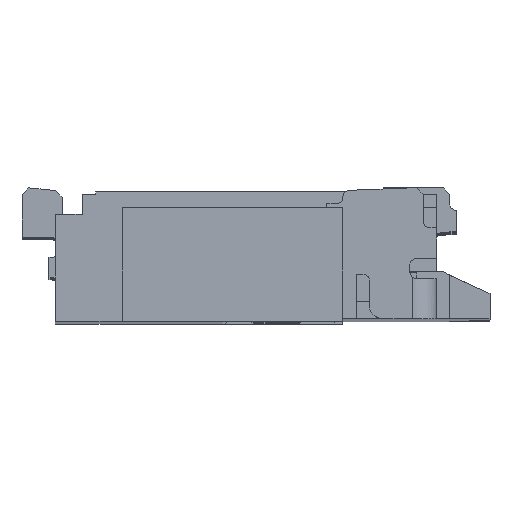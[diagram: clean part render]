
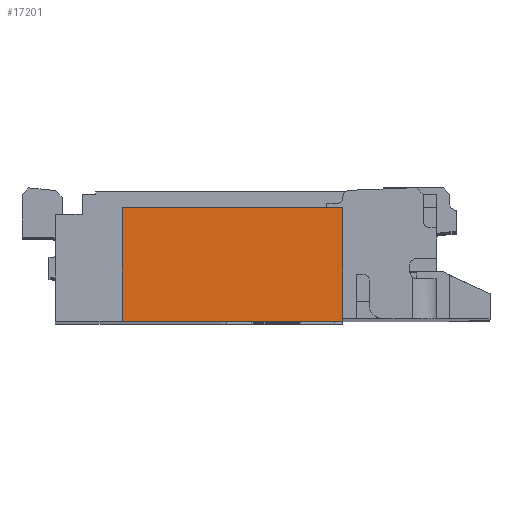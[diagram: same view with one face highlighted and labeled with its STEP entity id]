
A CAD part, top view. The second image highlights one B-rep face of the part: STEP entity #17201.
In plain terms, the highlighted planar face has unit normal (0, 0, 1).
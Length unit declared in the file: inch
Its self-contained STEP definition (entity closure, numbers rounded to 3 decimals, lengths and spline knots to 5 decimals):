
#2732 = VECTOR ( 'NONE', #6307, 39.37008 ) ;
#2908 = CARTESIAN_POINT ( 'NONE',  ( 0.05636, -0.09874, 1.05226 ) ) ;
#3522 = VECTOR ( 'NONE', #9571, 39.37008 ) ;
#5176 = VECTOR ( 'NONE', #49155, 39.37008 ) ;
#6087 = LINE ( 'NONE', #20527, #3522 ) ;
#6307 = DIRECTION ( 'NONE',  ( 0., -1., 0. ) ) ;
#6641 = VERTEX_POINT ( 'NONE', #8112 ) ;
#8112 = CARTESIAN_POINT ( 'NONE',  ( 0.05245, -0.06528, 1.05226 ) ) ;
#8593 = VERTEX_POINT ( 'NONE', #44039 ) ;
#9349 = FACE_OUTER_BOUND ( 'NONE', #45494, .T. ) ;
#9571 = DIRECTION ( 'NONE',  ( 0., 1., 0. ) ) ;
#9833 = DIRECTION ( 'NONE',  ( 0., 0., -1. ) ) ;
#13383 = AXIS2_PLACEMENT_3D ( 'NONE', #24515, #9833, #32453 ) ;
#14027 = ORIENTED_EDGE ( 'NONE', *, *, #33910, .F. ) ;
#14104 = LINE ( 'NONE', #2908, #16586 ) ;
#15757 = EDGE_CURVE ( 'NONE', #8593, #45886, #14104, .T. ) ;
#16586 = VECTOR ( 'NONE', #29266, 39.37008 ) ;
#17201 = ADVANCED_FACE ( 'NONE', ( #9349 ), #47585, .F. ) ;
#19110 = CARTESIAN_POINT ( 'NONE',  ( 0.11545, -0.06528, 1.05226 ) ) ;
#20527 = CARTESIAN_POINT ( 'NONE',  ( 0.05245, -0.08736, 1.05226 ) ) ;
#21833 = ORIENTED_EDGE ( 'NONE', *, *, #15757, .F. ) ;
#23802 = ORIENTED_EDGE ( 'NONE', *, *, #29185, .T. ) ;
#24515 = CARTESIAN_POINT ( 'NONE',  ( 0.07132, -0.08736, 1.05226 ) ) ;
#29172 = CARTESIAN_POINT ( 'NONE',  ( 0.11741, -0.08736, 1.05226 ) ) ;
#29185 = EDGE_CURVE ( 'NONE', #31944, #6641, #34026, .T. ) ;
#29266 = DIRECTION ( 'NONE',  ( -1., 0., 0. ) ) ;
#31944 = VERTEX_POINT ( 'NONE', #36289 ) ;
#32453 = DIRECTION ( 'NONE',  ( -1., 0., 0. ) ) ;
#33910 = EDGE_CURVE ( 'NONE', #31944, #8593, #48279, .T. ) ;
#34026 = LINE ( 'NONE', #19110, #5176 ) ;
#36289 = CARTESIAN_POINT ( 'NONE',  ( 0.11741, -0.06528, 1.05226 ) ) ;
#44039 = CARTESIAN_POINT ( 'NONE',  ( 0.11741, -0.09874, 1.05226 ) ) ;
#45494 = EDGE_LOOP ( 'NONE', ( #47937, #21833, #14027, #23802 ) ) ;
#45886 = VERTEX_POINT ( 'NONE', #46664 ) ;
#46664 = CARTESIAN_POINT ( 'NONE',  ( 0.05245, -0.09874, 1.05226 ) ) ;
#47585 = PLANE ( 'NONE',  #13383 ) ;
#47937 = ORIENTED_EDGE ( 'NONE', *, *, #48582, .F. ) ;
#48279 = LINE ( 'NONE', #29172, #2732 ) ;
#48582 = EDGE_CURVE ( 'NONE', #45886, #6641, #6087, .T. ) ;
#49155 = DIRECTION ( 'NONE',  ( -1., 0., 0. ) ) ;
